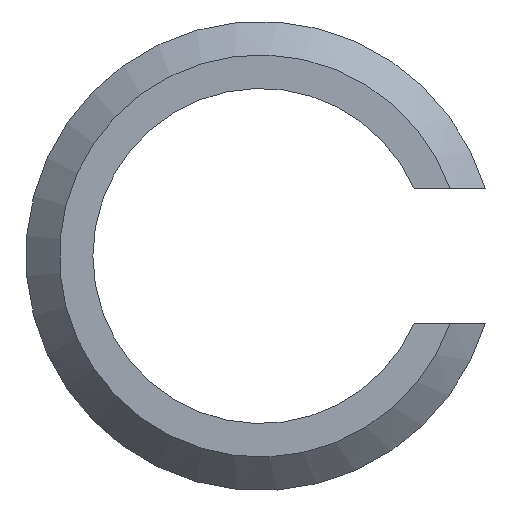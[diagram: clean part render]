
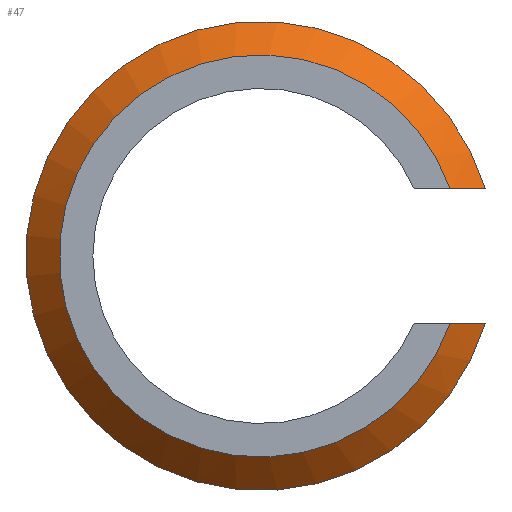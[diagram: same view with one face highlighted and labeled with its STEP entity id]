
A CAD part, front view. The second image highlights one B-rep face of the part: STEP entity #47.
In plain terms, the highlighted conical face has half-angle 45 degrees and reference radius 1.75 mm.
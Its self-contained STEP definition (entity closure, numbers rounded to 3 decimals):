
#47=ADVANCED_FACE('',(#88),#89,.T.);
#88=FACE_OUTER_BOUND('',#120,.T.);
#89=CONICAL_SURFACE('',#121,1.75,0.785);
#120=EDGE_LOOP('',(#185,#186,#187,#188));
#121=AXIS2_PLACEMENT_3D('',#189,#190,#191);
#185=ORIENTED_EDGE('',*,*,#195,.F.);
#186=ORIENTED_EDGE('',*,*,#206,.F.);
#187=ORIENTED_EDGE('',*,*,#215,.F.);
#188=ORIENTED_EDGE('',*,*,#208,.F.);
#189=CARTESIAN_POINT('',(0.,-11.34,-17.75));
#190=DIRECTION('',(0.,1.0,-0.0));
#191=DIRECTION('',(0.0,0.0,1.0));
#195=EDGE_CURVE('',#221,#224,#225,.T.);
#206=EDGE_CURVE('',#240,#221,#242,.T.);
#208=EDGE_CURVE('',#224,#244,#245,.F.);
#215=EDGE_CURVE('',#244,#240,#254,.T.);
#221=VERTEX_POINT('',#260);
#224=VERTEX_POINT('',#264);
#225=B_SPLINE_CURVE_WITH_KNOTS('',3,(#265,#266,#267,#268),.UNSPECIFIED.,.F.,.F.,(4,4),(0.,0.),.UNSPECIFIED.);
#240=VERTEX_POINT('',#290);
#242=CIRCLE('',#293,1.5);
#244=VERTEX_POINT('',#295);
#245=CIRCLE('',#296,1.75);
#254=B_SPLINE_CURVE_WITH_KNOTS('',3,(#307,#308,#309,#310),.UNSPECIFIED.,.F.,.F.,(4,4),(0.0,0.),.UNSPECIFIED.);
#260=CARTESIAN_POINT('',(1.414,-11.59,-18.25));
#264=CARTESIAN_POINT('',(1.677,-11.34,-18.25));
#265=CARTESIAN_POINT('',(1.414,-11.59,-18.25));
#266=CARTESIAN_POINT('',(1.502,-11.507,-18.25));
#267=CARTESIAN_POINT('',(1.59,-11.424,-18.25));
#268=CARTESIAN_POINT('',(1.677,-11.34,-18.25));
#290=CARTESIAN_POINT('',(1.414,-11.59,-17.25));
#293=AXIS2_PLACEMENT_3D('',#330,#331,#332);
#295=CARTESIAN_POINT('',(1.677,-11.34,-17.25));
#296=AXIS2_PLACEMENT_3D('',#333,#334,#335);
#307=CARTESIAN_POINT('',(1.677,-11.34,-17.25));
#308=CARTESIAN_POINT('',(1.59,-11.424,-17.25));
#309=CARTESIAN_POINT('',(1.502,-11.507,-17.25));
#310=CARTESIAN_POINT('',(1.414,-11.59,-17.25));
#330=CARTESIAN_POINT('',(0.,-11.59,-17.75));
#331=DIRECTION('',(0.,-1.0,-0.0));
#332=DIRECTION('',(0.0,0.0,-1.0));
#333=CARTESIAN_POINT('',(0.,-11.34,-17.75));
#334=DIRECTION('',(0.,-1.0,-0.0));
#335=DIRECTION('',(0.0,0.0,-1.0));
